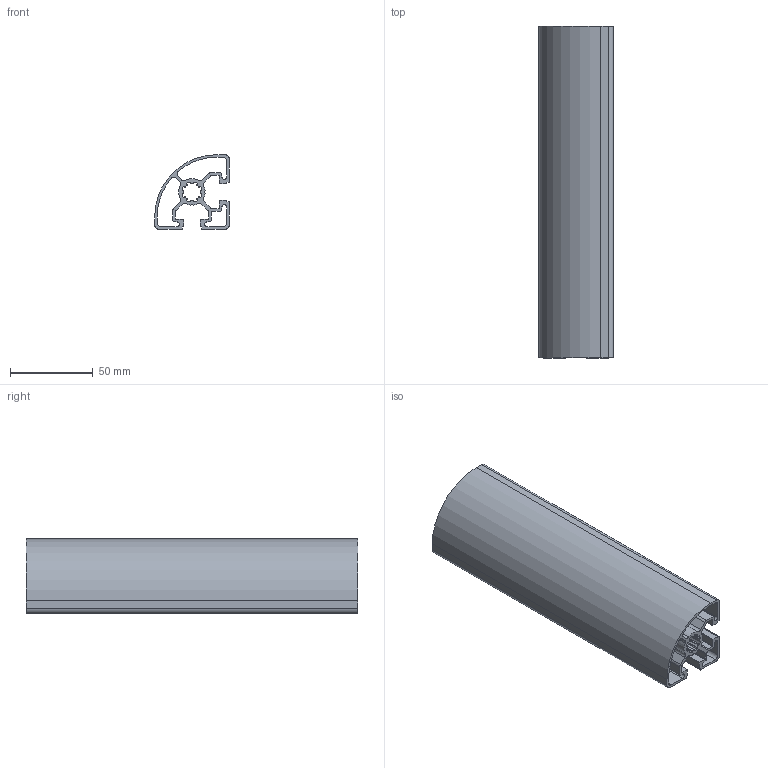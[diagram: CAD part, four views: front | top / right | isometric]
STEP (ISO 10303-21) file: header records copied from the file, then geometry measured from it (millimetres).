
FILE_DESCRIPTION(/* description */ ('Aluminiumprofil 45x45L R'),/* implementation_level */ '2;1');
FILE_NAME(/* name */ 'Syskomp 411992897 Aluminiumprofil 45x45L R.stp',/* time_stamp */ '2017-02-22T15:09:31+01:00',/* author */ ('wheldmann'),/* organization */ (''),/* preprocessor_version */ 'ST-DEVELOPER v16.1',/* originating_system */ 'Autodesk Inventor 2016',/* authorisation */ ' ');
FILE_SCHEMA (('AUTOMOTIVE_DESIGN { 1 0 10303 214 3 1 1 }'));
Length unit declared in the file: millimetre
Products named in the file (1): 411992897 Aluminiumprofil 45x45L R - 200
Bounding box: 45 x 200 x 45 mm (x, y, z)
Volume: 93919.6 mm3; surface area: 103100.8 mm2
Topology: 1 solids, 1 shells, 180 faces, 534 edges, 356 vertices
Faces by surface type: cylinder 110, plane 70
Entity records: 6158 total; most frequent: DIRECTION 1116, CARTESIAN_POINT 1071, ORIENTED_EDGE 1068, EDGE_CURVE 534, AXIS2_PLACEMENT_3D 401, VERTEX_POINT 356, LINE 314, VECTOR 314
